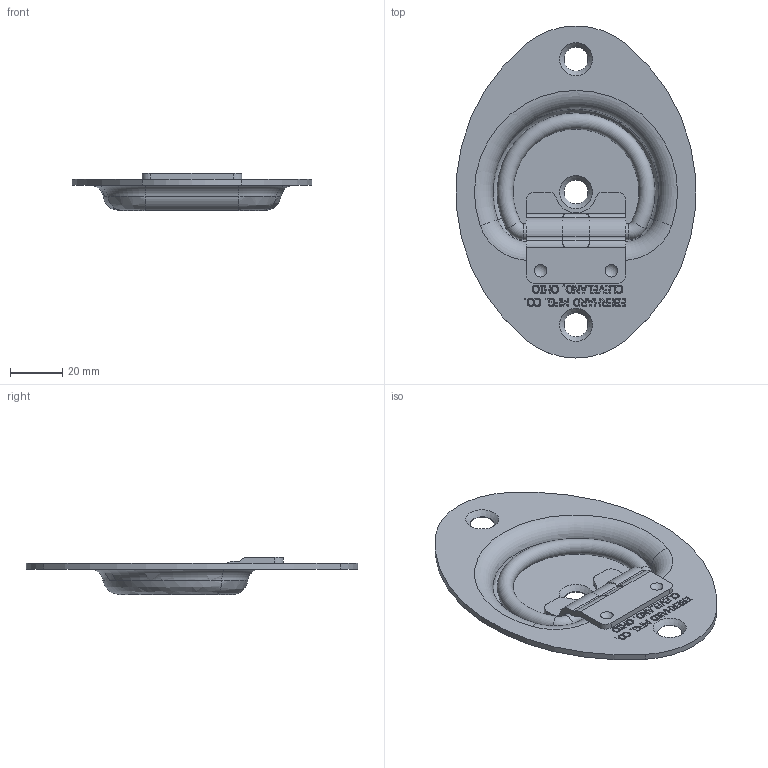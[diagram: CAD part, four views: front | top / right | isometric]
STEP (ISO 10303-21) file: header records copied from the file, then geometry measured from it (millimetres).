
FILE_DESCRIPTION(/* description */ ('RECESSED ROPE RING'),/* implementation_level */ '2;1');
FILE_NAME(/* name */ '170.stp',/* time_stamp */ '2023-11-21T11:48:25-05:00',/* author */ ('dtinay'),/* organization */ (''),/* preprocessor_version */ 'ST-DEVELOPER v20',/* originating_system */ 'Autodesk Inventor 2024',/* authorisation */ '');
FILE_SCHEMA (('AUTOMOTIVE_DESIGN { 1 0 10303 214 3 1 1 }'));
Length unit declared in the file: inch
Products named in the file (4): 170; 5-171-1; 170-1; 170-2
Assembly tree (3 placements, depth 2):
  170
    5-171-1
    170-1
    170-2
Bounding box: 91.47 x 127 x 14.21 mm (x, y, z)
Volume: 29709.5 mm3; surface area: 26699.2 mm2
Topology: 3 solids, 3 shells, 481 faces, 1286 edges, 854 vertices
Faces by surface type: plane 284, bspline 142, cylinder 39, torus 9, sphere 4, cone 3
Full cylindrical faces by diameter (mm): 6.071 x1, 9.144 x3
Entity records: 16369 total; most frequent: CARTESIAN_POINT 5067, ORIENTED_EDGE 2564, DIRECTION 1795, EDGE_CURVE 1282, LINE 889, VECTOR 889, VERTEX_POINT 854, EDGE_LOOP 536
